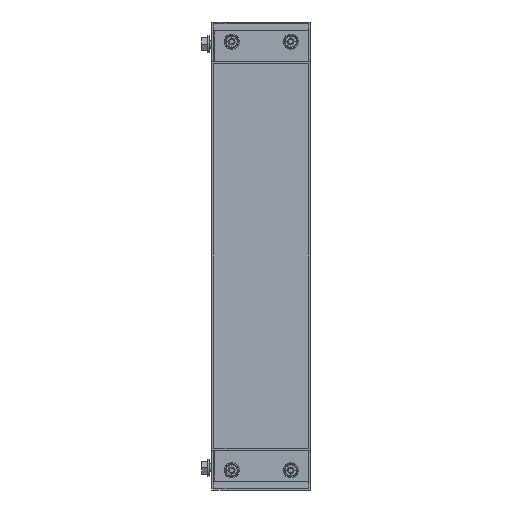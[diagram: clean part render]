
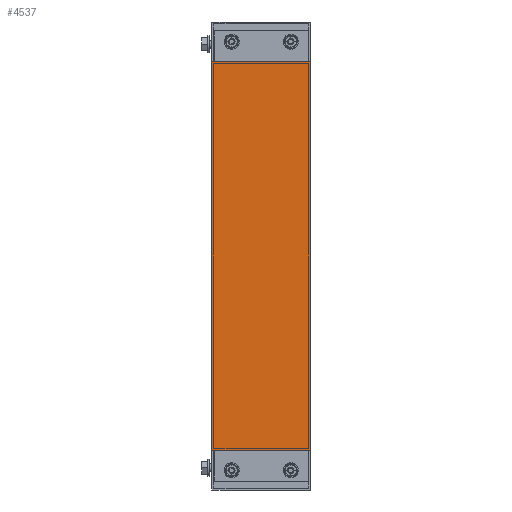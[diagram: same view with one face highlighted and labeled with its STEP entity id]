
A CAD part, left-side view. The second image highlights one B-rep face of the part: STEP entity #4537.
In plain terms, the highlighted planar face has unit normal (-1, 0, 0).
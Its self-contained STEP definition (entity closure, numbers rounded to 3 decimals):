
#562 = EDGE_CURVE ( 'NONE', #2175, #2191, #4568, .T. ) ;
#767 = CARTESIAN_POINT ( 'NONE',  ( 0., 0., 40.4 ) ) ;
#949 = CARTESIAN_POINT ( 'NONE',  ( 0., 0., 434.6 ) ) ;
#1694 = ORIENTED_EDGE ( 'NONE', *, *, #562, .T. ) ;
#2016 = PLANE ( 'NONE',  #2470 ) ;
#2175 = VERTEX_POINT ( 'NONE', #5613 ) ;
#2191 = VERTEX_POINT ( 'NONE', #9463 ) ;
#2445 = DIRECTION ( 'NONE',  ( 0., 0., -1. ) ) ;
#2470 = AXIS2_PLACEMENT_3D ( 'NONE', #7421, #6004, #9961 ) ;
#2474 = LINE ( 'NONE', #949, #4587 ) ;
#2700 = CARTESIAN_POINT ( 'NONE',  ( 0., 0., 434.6 ) ) ;
#2910 = CARTESIAN_POINT ( 'NONE',  ( 0., -100., 40.4 ) ) ;
#3269 = DIRECTION ( 'NONE',  ( 0., 1., 0. ) ) ;
#3380 = ORIENTED_EDGE ( 'NONE', *, *, #8455, .T. ) ;
#3644 = DIRECTION ( 'NONE',  ( 0., -1., 0. ) ) ;
#3779 = EDGE_CURVE ( 'NONE', #2191, #5659, #2474, .T. ) ;
#4022 = VECTOR ( 'NONE', #2445, 1000. ) ;
#4537 = ADVANCED_FACE ( 'NONE', ( #7516 ), #2016, .T. ) ;
#4568 = LINE ( 'NONE', #2910, #9854 ) ;
#4587 = VECTOR ( 'NONE', #3269, 1000. ) ;
#5613 = CARTESIAN_POINT ( 'NONE',  ( 0., -100., 40.4 ) ) ;
#5659 = VERTEX_POINT ( 'NONE', #2700 ) ;
#5887 = LINE ( 'NONE', #8266, #8178 ) ;
#6004 = DIRECTION ( 'NONE',  ( -1., 0., 0. ) ) ;
#6390 = LINE ( 'NONE', #9477, #4022 ) ;
#6394 = EDGE_LOOP ( 'NONE', ( #9923, #1694, #7378, #3380 ) ) ;
#6848 = DIRECTION ( 'NONE',  ( 0., 0., 1. ) ) ;
#7332 = EDGE_CURVE ( 'NONE', #8210, #2175, #5887, .T. ) ;
#7378 = ORIENTED_EDGE ( 'NONE', *, *, #3779, .T. ) ;
#7421 = CARTESIAN_POINT ( 'NONE',  ( 0., 0., 0. ) ) ;
#7516 = FACE_OUTER_BOUND ( 'NONE', #6394, .T. ) ;
#8178 = VECTOR ( 'NONE', #3644, 1000. ) ;
#8210 = VERTEX_POINT ( 'NONE', #767 ) ;
#8266 = CARTESIAN_POINT ( 'NONE',  ( 0., 0., 40.4 ) ) ;
#8455 = EDGE_CURVE ( 'NONE', #5659, #8210, #6390, .T. ) ;
#9463 = CARTESIAN_POINT ( 'NONE',  ( 0., -100., 434.6 ) ) ;
#9477 = CARTESIAN_POINT ( 'NONE',  ( 0., 0., 40.4 ) ) ;
#9854 = VECTOR ( 'NONE', #6848, 1000. ) ;
#9923 = ORIENTED_EDGE ( 'NONE', *, *, #7332, .T. ) ;
#9961 = DIRECTION ( 'NONE',  ( 0., 0., 1. ) ) ;
